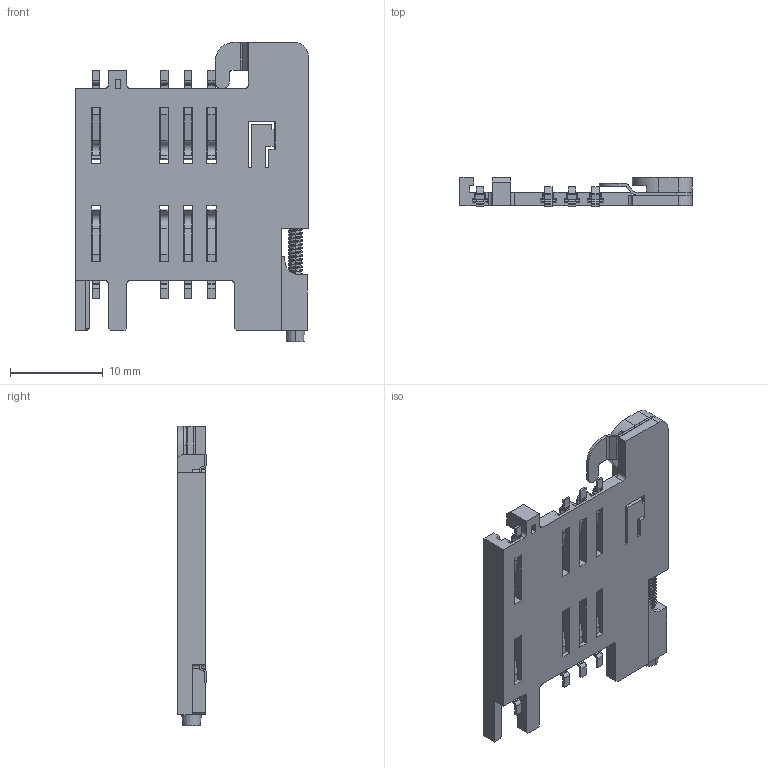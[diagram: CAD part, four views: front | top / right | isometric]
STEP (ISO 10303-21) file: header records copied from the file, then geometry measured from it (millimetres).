
FILE_DESCRIPTION (( 'STEP AP214' ), '1' );
FILE_NAME ('91228-3001.STEP', '2019-05-17T15:16:34', ( '' ), ( '' ), 'SwSTEP 2.0', 'SolidWorks 2017', '' );
FILE_SCHEMA (( 'AUTOMOTIVE_DESIGN' ));
Length unit declared in the file: millimetre
Products named in the file (1): 91228-3001
Bounding box: 25 x 3.1 x 32.2 mm (x, y, z)
Volume: 1018.3 mm3; surface area: 2288.9 mm2
Topology: 21 solids, 21 shells, 631 faces, 1694 edges, 1100 vertices
Faces by surface type: plane 516, cylinder 104, bspline 9, cone 2
Entity records: 22775 total; most frequent: CARTESIAN_POINT 6620, ORIENTED_EDGE 3388, DIRECTION 3135, EDGE_CURVE 1694, LINE 1459, VECTOR 1459, VERTEX_POINT 1100, AXIS2_PLACEMENT_3D 838
